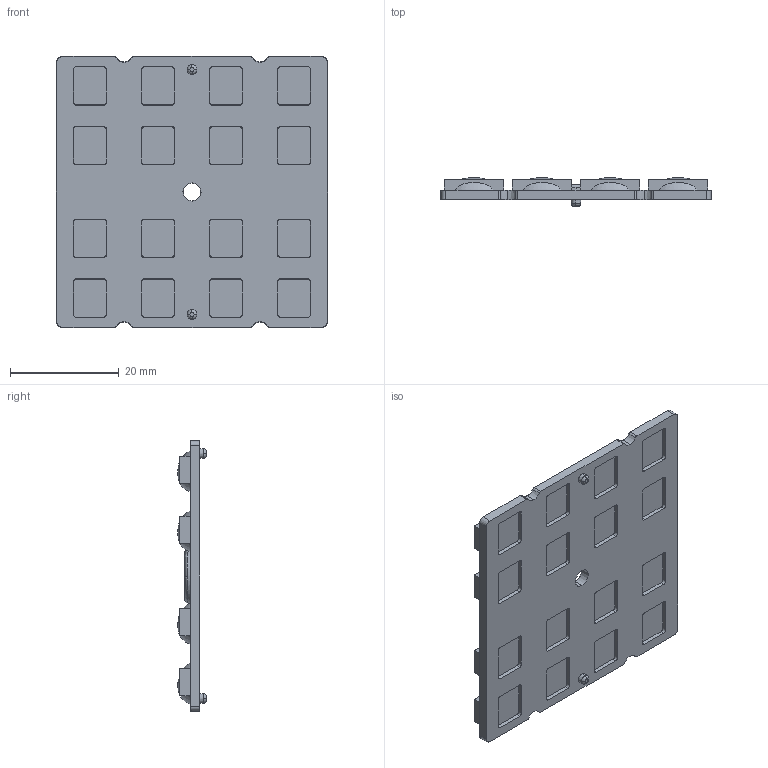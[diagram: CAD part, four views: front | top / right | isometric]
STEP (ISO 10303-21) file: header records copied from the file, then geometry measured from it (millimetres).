
FILE_DESCRIPTION (( 'STEP AP203' ), '1' );
FILE_NAME ('LD5050-16C1-20210510-KH.stp', '2021-05-10T09:52:27', ( 'Windows 蚚誧' ), ( '' ), 'SwSTEP 2.0', 'SolidWorks 2019', '' );
FILE_SCHEMA (( 'CONFIG_CONTROL_DESIGN' ));
Length unit declared in the file: millimetre
Products named in the file (1): LD5050-16C1-20210510-KH
Bounding box: 49.8 x 5.23 x 49.8 mm (x, y, z)
Volume: 5755.9 mm3; surface area: 6511.5 mm2
Topology: 1 solids, 1 shells, 761 faces, 2101 edges, 1384 vertices
Faces by surface type: plane 591, cone 92, bspline 66, torus 8, cylinder 4
Entity records: 38352 total; most frequent: CARTESIAN_POINT 19235, ORIENTED_EDGE 4138, DIRECTION 3547, EDGE_CURVE 2069, VECTOR 1723, LINE 1723, VERTEX_POINT 1384, AXIS2_PLACEMENT_3D 912
